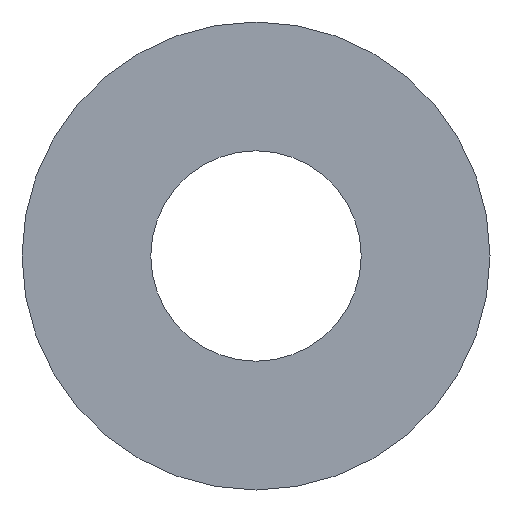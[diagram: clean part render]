
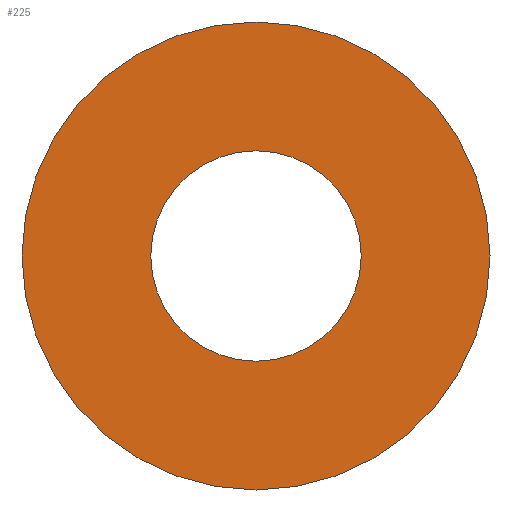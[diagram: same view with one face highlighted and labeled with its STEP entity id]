
A CAD part, front view. The second image highlights one B-rep face of the part: STEP entity #225.
In plain terms, the highlighted planar face has unit normal (0, -1, 0).
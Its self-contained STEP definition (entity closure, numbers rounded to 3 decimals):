
#7 = DIRECTION ( 'NONE',  ( 0., -1., 0. ) ) ;
#9 = ORIENTED_EDGE ( 'NONE', *, *, #47, .F. ) ;
#30 = ORIENTED_EDGE ( 'NONE', *, *, #159, .F. ) ;
#32 = DIRECTION ( 'NONE',  ( 0., 1., 0. ) ) ;
#42 = PLANE ( 'NONE',  #129 ) ;
#47 = EDGE_CURVE ( 'NONE', #69, #335, #53, .T. ) ;
#50 = DIRECTION ( 'NONE',  ( 0., 0., -1. ) ) ;
#53 = CIRCLE ( 'NONE', #369, 2.78 ) ;
#54 = CARTESIAN_POINT ( 'NONE',  ( 0., 0., 0. ) ) ;
#69 = VERTEX_POINT ( 'NONE', #119 ) ;
#70 = DIRECTION ( 'NONE',  ( 0., 0., -1. ) ) ;
#107 = AXIS2_PLACEMENT_3D ( 'NONE', #307, #278, #310 ) ;
#119 = CARTESIAN_POINT ( 'NONE',  ( 2.78, 0., 0. ) ) ;
#129 = AXIS2_PLACEMENT_3D ( 'NONE', #316, #361, #156 ) ;
#131 = EDGE_CURVE ( 'NONE', #335, #69, #138, .T. ) ;
#138 = CIRCLE ( 'NONE', #107, 2.78 ) ;
#144 = FACE_OUTER_BOUND ( 'NONE', #354, .T. ) ;
#148 = ORIENTED_EDGE ( 'NONE', *, *, #311, .F. ) ;
#156 = DIRECTION ( 'NONE',  ( -1., 0., 0. ) ) ;
#159 = EDGE_CURVE ( 'NONE', #214, #183, #350, .T. ) ;
#166 = CARTESIAN_POINT ( 'NONE',  ( -2.78, 0., 0. ) ) ;
#183 = VERTEX_POINT ( 'NONE', #365 ) ;
#214 = VERTEX_POINT ( 'NONE', #321 ) ;
#225 = ADVANCED_FACE ( 'NONE', ( #251, #144 ), #42, .F. ) ;
#251 = FACE_BOUND ( 'NONE', #276, .T. ) ;
#259 = AXIS2_PLACEMENT_3D ( 'NONE', #54, #7, #70 ) ;
#266 = AXIS2_PLACEMENT_3D ( 'NONE', #347, #345, #50 ) ;
#276 = EDGE_LOOP ( 'NONE', ( #148, #30 ) ) ;
#278 = DIRECTION ( 'NONE',  ( 0., 1., 0. ) ) ;
#280 = DIRECTION ( 'NONE',  ( -1., 0., 0. ) ) ;
#300 = CIRCLE ( 'NONE', #266, 1.25 ) ;
#307 = CARTESIAN_POINT ( 'NONE',  ( 0., 0., 0. ) ) ;
#309 = CARTESIAN_POINT ( 'NONE',  ( 0., 0., 0. ) ) ;
#310 = DIRECTION ( 'NONE',  ( -1., 0., 0. ) ) ;
#311 = EDGE_CURVE ( 'NONE', #183, #214, #300, .T. ) ;
#316 = CARTESIAN_POINT ( 'NONE',  ( 0., 0., 0. ) ) ;
#321 = CARTESIAN_POINT ( 'NONE',  ( 0., 0., 1.25 ) ) ;
#335 = VERTEX_POINT ( 'NONE', #166 ) ;
#345 = DIRECTION ( 'NONE',  ( 0., -1., 0. ) ) ;
#347 = CARTESIAN_POINT ( 'NONE',  ( 0., 0., 0. ) ) ;
#350 = CIRCLE ( 'NONE', #259, 1.25 ) ;
#354 = EDGE_LOOP ( 'NONE', ( #358, #9 ) ) ;
#358 = ORIENTED_EDGE ( 'NONE', *, *, #131, .F. ) ;
#361 = DIRECTION ( 'NONE',  ( 0., 1., 0. ) ) ;
#365 = CARTESIAN_POINT ( 'NONE',  ( 0., 0., -1.25 ) ) ;
#369 = AXIS2_PLACEMENT_3D ( 'NONE', #309, #32, #280 ) ;
